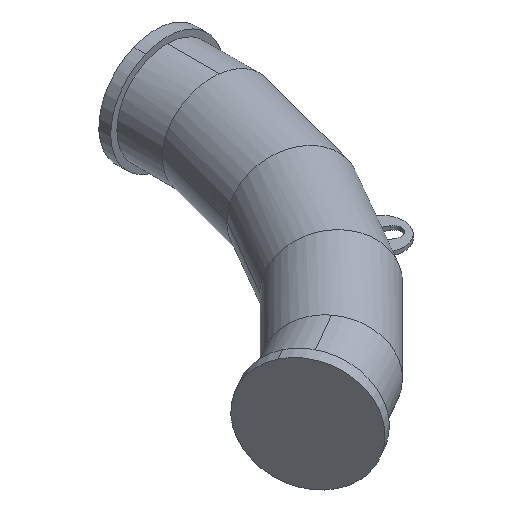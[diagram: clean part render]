
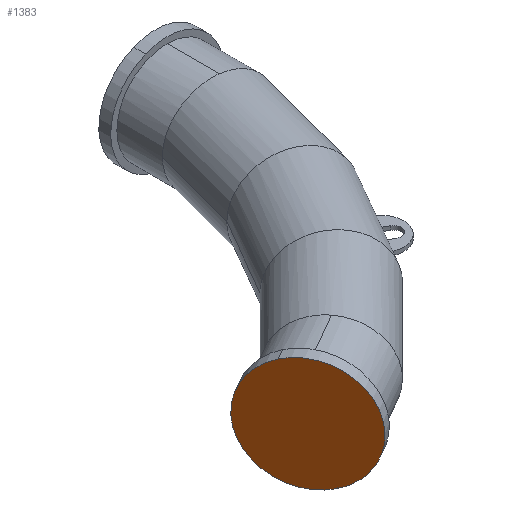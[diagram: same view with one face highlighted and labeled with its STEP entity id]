
A CAD part, isometric view. The second image highlights one B-rep face of the part: STEP entity #1383.
In plain terms, the highlighted planar face has unit normal (-0.866, -0.5, 0).
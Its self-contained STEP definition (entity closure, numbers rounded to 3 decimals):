
#184 = EDGE_CURVE ( 'Defeatured_0_8+Defeatured_0_9+Defeatured_0_9+Defeatured_0_9', #291, #671, #407, .T. ) ;
#264 = AXIS2_PLACEMENT_3D ( 'NONE', #1225, #2024, #573 ) ;
#291 = VERTEX_POINT ( 'NONE', #1803 ) ;
#407 = CIRCLE ( 'NONE', #264, 142.5 ) ;
#462 = CARTESIAN_POINT ( 'NONE',  ( -525.981, -881.025, 0. ) ) ;
#573 = DIRECTION ( 'NONE',  ( -0.191, 0.331, 0.924 ) ) ;
#671 = VERTEX_POINT ( 'NONE', #1931 ) ;
#689 = ORIENTED_EDGE ( 'NONE', *, *, #2052, .F. ) ;
#798 = DIRECTION ( 'NONE',  ( 0.866, 0.5, 0. ) ) ;
#817 = DIRECTION ( 'NONE',  ( -0.191, 0.331, 0.924 ) ) ;
#945 = DIRECTION ( 'NONE',  ( 0.866, 0.5, 0. ) ) ;
#953 = DIRECTION ( 'NONE',  ( -0.191, 0.331, 0.924 ) ) ;
#1026 = AXIS2_PLACEMENT_3D ( 'NONE', #462, #798, #817 ) ;
#1125 = PLANE ( 'NONE',  #1210 ) ;
#1210 = AXIS2_PLACEMENT_3D ( 'NONE', #1310, #945, #953 ) ;
#1225 = CARTESIAN_POINT ( 'NONE',  ( -525.981, -881.025, 0. ) ) ;
#1310 = CARTESIAN_POINT ( 'NONE',  ( -460.154, -995.04, 54.532 ) ) ;
#1383 = ADVANCED_FACE ( 'Defeatured_0_9', ( #1668 ), #1125, .F. ) ;
#1668 = FACE_OUTER_BOUND ( 'NONE', #2042, .T. ) ;
#1803 = CARTESIAN_POINT ( 'NONE',  ( -498.715, -928.252, -131.653 ) ) ;
#1931 = CARTESIAN_POINT ( 'NONE',  ( -553.247, -833.799, 131.653 ) ) ;
#1989 = ORIENTED_EDGE ( 'NONE', *, *, #184, .F. ) ;
#2024 = DIRECTION ( 'NONE',  ( 0.866, 0.5, 0. ) ) ;
#2042 = EDGE_LOOP ( 'NONE', ( #689, #1989 ) ) ;
#2052 = EDGE_CURVE ( 'Defeatured_0_8+Defeatured_0_9+Defeatured_0_9+Defeatured_0_9', #671, #291, #2315, .T. ) ;
#2315 = CIRCLE ( 'NONE', #1026, 142.5 ) ;
